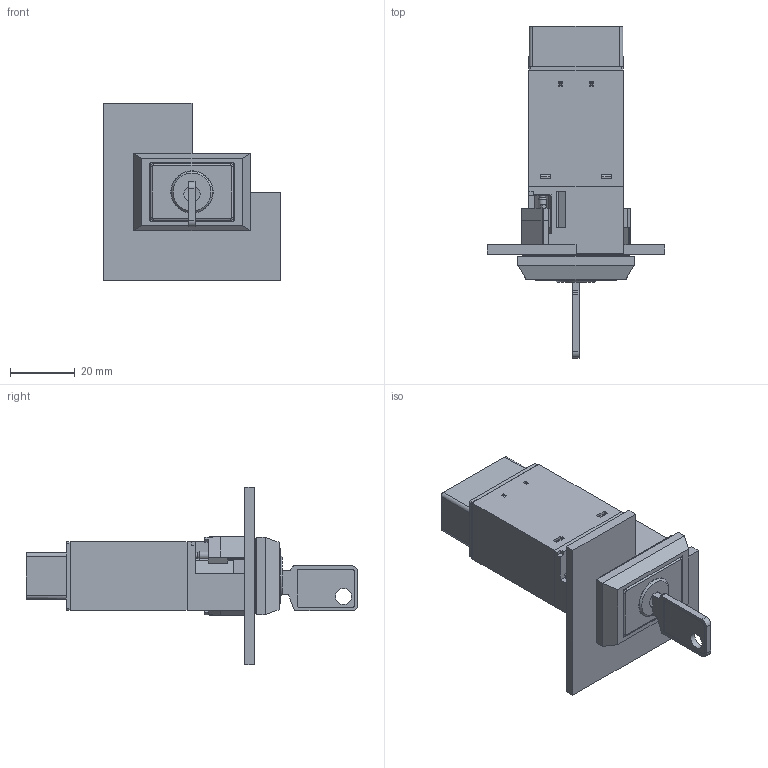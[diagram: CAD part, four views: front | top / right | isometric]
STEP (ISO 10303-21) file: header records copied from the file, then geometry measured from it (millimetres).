
FILE_DESCRIPTION( ( 'Unknown' ), '1' );
FILE_NAME( 'SchlSch_Steck_1NO_00343200.stp', 'Unknown', ( 'Unknown' ), ( 'Unknown' ), 'PSStep 17.0.49', 'Unknown', ' ' );
FILE_SCHEMA( ( 'AUTOMOTIVE_DESIGN { 1 0 10303 214 1 1 1 1 }' ) );
Length unit declared in the file: millimetre
Products named in the file (17): Gehaeuse-Unterteil_Steck_SchlSch_1NO_kompl_00343157; Gehaeuse-Unterteil_Steckanschluss_00342000; Kontaktarm_00343017; Klemmenabdeckung_Steckanschluss_LDT_00342001; Gehaeuse-Oberteil_SCHLSCH_komplett_00343126; Gehaeuse-Oberteil_SchlSch_00343119; Klemmstueck_00341998; Klemmstueck_00341998-oa0; Klemmschraube_00341999; Klemmschraube_00341999-oa1; Rahmendichtung_Einbau_00343070; Abdeckhaube_Schloss_XXS_00343100; Rotor311_00312246; Schlüssel-BR61_DOM_00312249; Frontrahmen_erhaben_00343095; Assem1; Front_platte_BR22_00343032
Assembly tree (17 placements, depth 3):
  Assem1
    Front_platte_BR22_00343032
    Gehaeuse-Oberteil_SCHLSCH_komplett_00343126
      Gehaeuse-Oberteil_SchlSch_00343119
      Klemmstueck_00341998
      Klemmstueck_00341998-oa0
      Klemmschraube_00341999
      Klemmschraube_00341999-oa1
      Rahmendichtung_Einbau_00343070
      Abdeckhaube_Schloss_XXS_00343100
      Rotor311_00312246
      Schlüssel-BR61_DOM_00312249
      Frontrahmen_erhaben_00343095
    Gehaeuse-Unterteil_Steck_SchlSch_1NO_kompl_00343157
      Gehaeuse-Unterteil_Steckanschluss_00342000
      Kontaktarm_00343017  x2
      Klemmenabdeckung_Steckanschluss_LDT_00342001
Bounding box: 55 x 102.9 x 55 mm (x, y, z)
Volume: 26731.1 mm3; surface area: 35575.1 mm2
Topology: 15 solids, 15 shells, 942 faces, 2466 edges, 1578 vertices
Faces by surface type: plane 733, cylinder 138, cone 33, torus 32, sphere 6
Full cylindrical faces by diameter (mm): 1.5 x2, 1.65 x2, 1.8 x4, 2 x2, 2.05 x2, 2.37 x2, 2.5 x2, 2.6 x2, 4.8 x2, 5 x1, 9 x1, 12.9 x1, 13 x1, 13.1 x1, 15 x1, 17.7 x1
Entity records: 32147 total; most frequent: CARTESIAN_POINT 5123, ORIENTED_EDGE 4676, DIRECTION 4519, EDGE_CURVE 2338, LINE 1923, VECTOR 1923, VERTEX_POINT 1516, AXIS2_PLACEMENT_3D 1298
